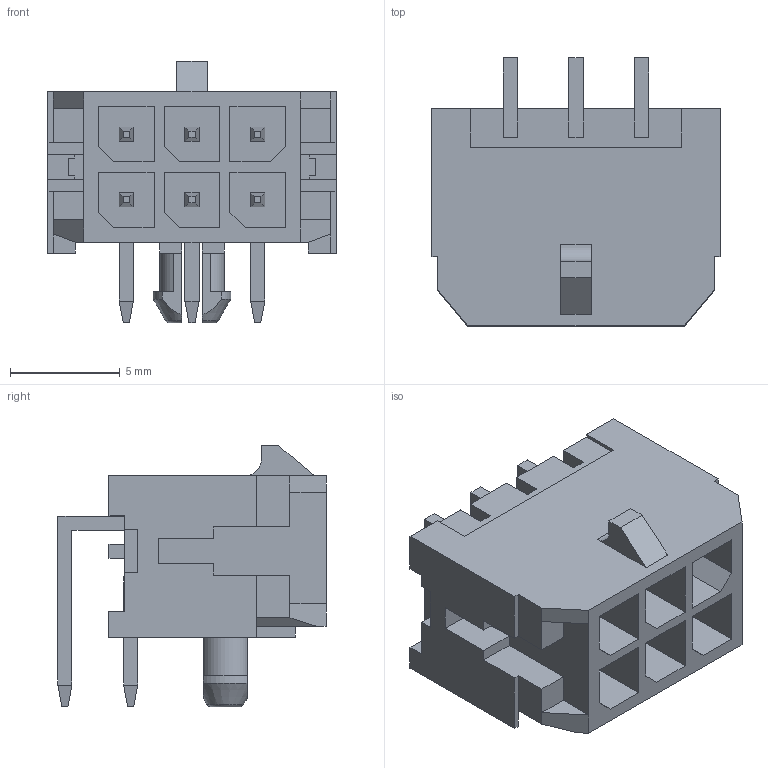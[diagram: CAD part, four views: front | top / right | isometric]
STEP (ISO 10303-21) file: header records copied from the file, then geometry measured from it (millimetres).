
FILE_DESCRIPTION( ( '' ), ' ' );
FILE_NAME( '5b5280e21f5d050e49d9237b.step', '2018-07-21T00:40:02', ( '' ), ( '' ), ' ', ' ', ' ' );
FILE_SCHEMA( ( 'AUTOMOTIVE_DESIGN { 1 0 10303 214 1 1 1 1 }' ) );
Length unit declared in the file: metre
Products named in the file (20): Open CASCADE STEP translator 6.8 2; Open CASCADE STEP translator 6.8 1
Bounding box: 13.15 x 12.24 x 11.95 mm (x, y, z)
Volume: 573.9 mm3; surface area: 1280.5 mm2
Topology: 1 solids, 1 shells, 345 faces, 898 edges, 589 vertices
Faces by surface type: plane 336, cylinder 5, cone 2, torus 2
Entity records: 17791 total; most frequent: CARTESIAN_POINT 1940, ORIENTED_EDGE 1758, DIRECTION 1648, STYLED_ITEM 1243, PRESENTATION_STYLE_ASSIGNMENT 1243, COLOUR_RGB 1243, CURVE_STYLE 898, DRAUGHTING_PRE_DEFINED_CURVE_FONT 898
